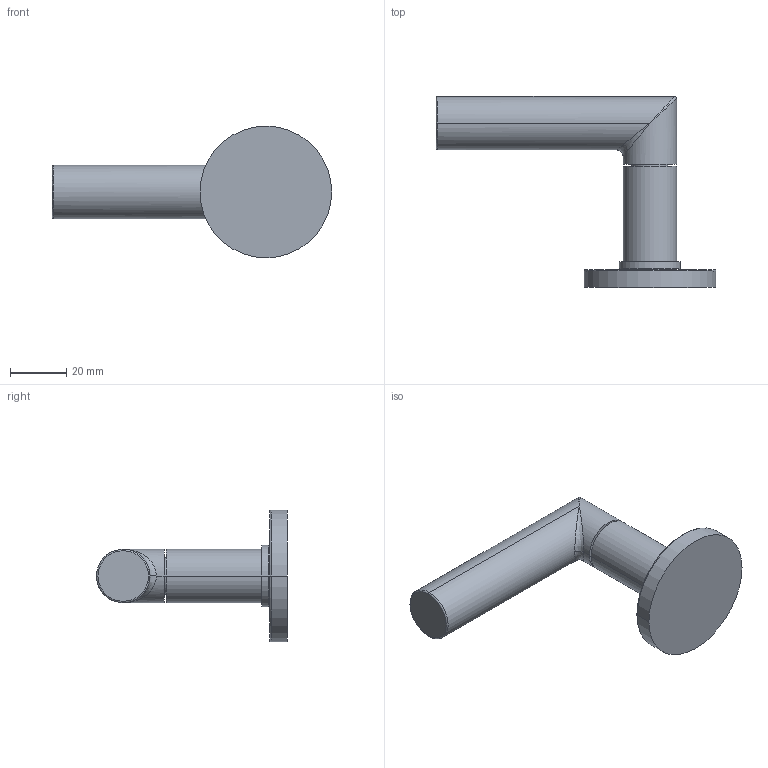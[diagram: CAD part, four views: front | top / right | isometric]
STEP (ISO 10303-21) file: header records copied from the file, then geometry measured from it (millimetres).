
FILE_DESCRIPTION((''),'2;1');
FILE_NAME('12484','2021-01-04T11:04:11',('jinson.thomas'),(''),'CREO PARAMETRIC BY PTC INC, 2018400','CREO PARAMETRIC BY PTC INC, 2018400','');
FILE_SCHEMA(('CONFIG_CONTROL_DESIGN'));
Length unit declared in the file: inch
Products named in the file (1): 12484
Bounding box: 99.69 x 68.12 x 46.99 mm (x, y, z)
Volume: 47724.9 mm3; surface area: 12591.6 mm2
Topology: 1 solids, 1 shells, 32 faces, 62 edges, 38 vertices
Faces by surface type: cylinder 16, plane 8, bspline 4, torus 4
Entity records: 1139 total; most frequent: CARTESIAN_POINT 439, DIRECTION 148, ORIENTED_EDGE 124, AXIS2_PLACEMENT_3D 66, EDGE_CURVE 62, VERTEX_POINT 38, EDGE_LOOP 38, CIRCLE 38
